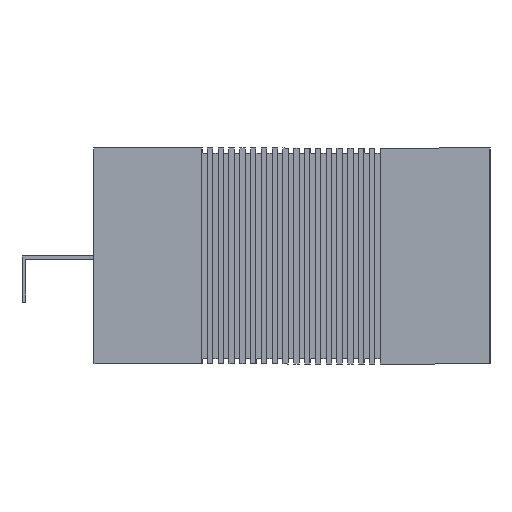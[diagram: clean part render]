
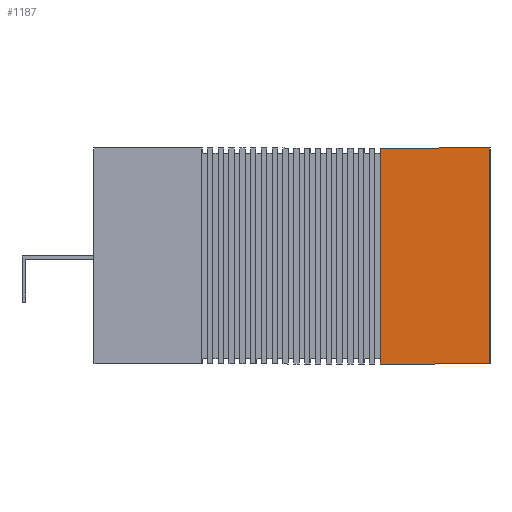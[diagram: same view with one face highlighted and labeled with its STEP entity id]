
A CAD part, left-side view. The second image highlights one B-rep face of the part: STEP entity #1187.
In plain terms, the highlighted planar face has unit normal (-1, 0, 0).
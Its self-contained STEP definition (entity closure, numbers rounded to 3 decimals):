
#149 = DIRECTION ( 'NONE',  ( 0., -1., 0. ) ) ;
#156 = CARTESIAN_POINT ( 'NONE',  ( -568.914, 30.5, 46.144 ) ) ;
#331 = VERTEX_POINT ( 'NONE', #5211 ) ;
#416 = EDGE_CURVE ( 'NONE', #1708, #331, #3245, .T. ) ;
#586 = DIRECTION ( 'NONE',  ( 0., 0., -1. ) ) ;
#590 = DIRECTION ( 'NONE',  ( 0., 0., -1. ) ) ;
#635 = EDGE_LOOP ( 'NONE', ( #3085, #3353, #1364, #1657 ) ) ;
#1187 = ADVANCED_FACE ( 'NONE', ( #2757 ), #4291, .T. ) ;
#1230 = VECTOR ( 'NONE', #1930, 1000. ) ;
#1364 = ORIENTED_EDGE ( 'NONE', *, *, #416, .T. ) ;
#1657 = ORIENTED_EDGE ( 'NONE', *, *, #3895, .F. ) ;
#1708 = VERTEX_POINT ( 'NONE', #4369 ) ;
#1798 = CARTESIAN_POINT ( 'NONE',  ( -568.914, 110., 106.144 ) ) ;
#1930 = DIRECTION ( 'NONE',  ( 0., -1., 0. ) ) ;
#2124 = VECTOR ( 'NONE', #149, 1000. ) ;
#2180 = LINE ( 'NONE', #3109, #4406 ) ;
#2216 = DIRECTION ( 'NONE',  ( 0., 0., 1. ) ) ;
#2478 = LINE ( 'NONE', #2765, #1230 ) ;
#2482 = EDGE_CURVE ( 'NONE', #4010, #5058, #2478, .T. ) ;
#2492 = LINE ( 'NONE', #156, #4574 ) ;
#2757 = FACE_OUTER_BOUND ( 'NONE', #635, .T. ) ;
#2765 = CARTESIAN_POINT ( 'NONE',  ( -568.914, 110., 106.144 ) ) ;
#3085 = ORIENTED_EDGE ( 'NONE', *, *, #2482, .F. ) ;
#3109 = CARTESIAN_POINT ( 'NONE',  ( -568.914, 0., 106.144 ) ) ;
#3125 = AXIS2_PLACEMENT_3D ( 'NONE', #1798, #4710, #2216 ) ;
#3245 = LINE ( 'NONE', #4764, #2124 ) ;
#3254 = CARTESIAN_POINT ( 'NONE',  ( -568.914, 0., 106.144 ) ) ;
#3353 = ORIENTED_EDGE ( 'NONE', *, *, #4723, .T. ) ;
#3895 = EDGE_CURVE ( 'NONE', #5058, #331, #2180, .T. ) ;
#4010 = VERTEX_POINT ( 'NONE', #4839 ) ;
#4291 = PLANE ( 'NONE',  #3125 ) ;
#4369 = CARTESIAN_POINT ( 'NONE',  ( -568.914, 30.5, 46.144 ) ) ;
#4406 = VECTOR ( 'NONE', #586, 1000. ) ;
#4574 = VECTOR ( 'NONE', #590, 1000. ) ;
#4710 = DIRECTION ( 'NONE',  ( -1., 0., 0. ) ) ;
#4723 = EDGE_CURVE ( 'NONE', #4010, #1708, #2492, .T. ) ;
#4764 = CARTESIAN_POINT ( 'NONE',  ( -568.914, 110., 46.144 ) ) ;
#4839 = CARTESIAN_POINT ( 'NONE',  ( -568.914, 30.5, 106.144 ) ) ;
#5058 = VERTEX_POINT ( 'NONE', #3254 ) ;
#5211 = CARTESIAN_POINT ( 'NONE',  ( -568.914, 0., 46.144 ) ) ;
